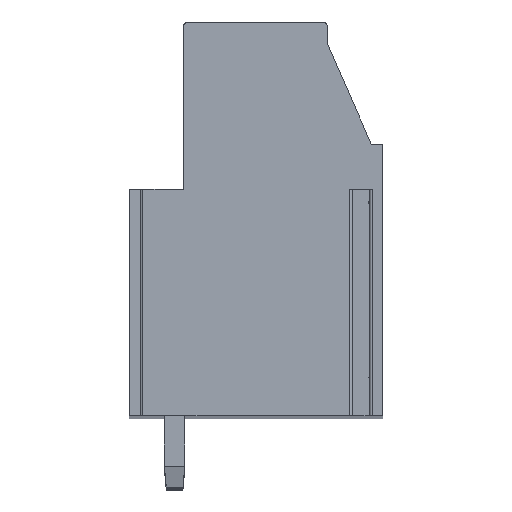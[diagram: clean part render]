
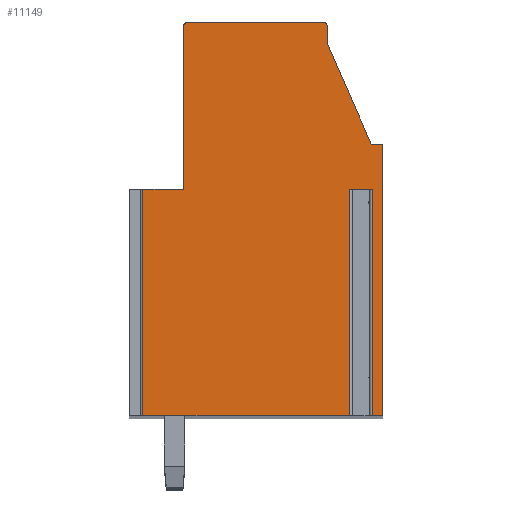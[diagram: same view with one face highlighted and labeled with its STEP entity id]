
A CAD part, top view. The second image highlights one B-rep face of the part: STEP entity #11149.
In plain terms, the highlighted planar face has unit normal (0, 0, 1).
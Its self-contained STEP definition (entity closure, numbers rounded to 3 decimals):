
#147=DIRECTION('',(-1.,0.,0.));
#148=VECTOR('',#147,1.806);
#149=CARTESIAN_POINT('',(-3.2,1.3,2.5));
#150=LINE('',#149,#148);
#1761=DIRECTION('',(1.,0.,0.));
#1762=VECTOR('',#1761,0.989);
#1763=CARTESIAN_POINT('',(4.142,1.3,2.5));
#1764=LINE('',#1763,#1762);
#1765=DIRECTION('',(0.,-1.,0.));
#1766=VECTOR('',#1765,10.);
#1767=CARTESIAN_POINT('',(4.142,1.3,2.5));
#1768=LINE('',#1767,#1766);
#1769=DIRECTION('',(1.,0.,0.));
#1770=VECTOR('',#1769,9.148);
#1771=CARTESIAN_POINT('',(-5.006,-8.7,2.5));
#1772=LINE('',#1771,#1770);
#1773=DIRECTION('',(0.,-1.,0.));
#1774=VECTOR('',#1773,10.);
#1775=CARTESIAN_POINT('',(-5.006,1.3,2.5));
#1776=LINE('',#1775,#1774);
#1777=DIRECTION('',(0.,-1.,0.));
#1778=VECTOR('',#1777,7.2);
#1779=CARTESIAN_POINT('',(-3.2,8.5,2.5));
#1780=LINE('',#1779,#1778);
#1781=CARTESIAN_POINT('',(-3.,8.5,2.5));
#1782=DIRECTION('',(0.,0.,1.));
#1783=DIRECTION('',(0.,1.,0.));
#1784=AXIS2_PLACEMENT_3D('',#1781,#1782,#1783);
#1786=DIRECTION('',(-1.,0.,0.));
#1787=VECTOR('',#1786,5.95);
#1788=CARTESIAN_POINT('',(2.95,8.7,2.5));
#1789=LINE('',#1788,#1787);
#1790=CARTESIAN_POINT('',(2.95,8.5,2.5));
#1791=DIRECTION('',(0.,0.,1.));
#1792=DIRECTION('',(1.,0.,0.));
#1793=AXIS2_PLACEMENT_3D('',#1790,#1791,#1792);
#1795=DIRECTION('',(0.,1.,0.));
#1796=VECTOR('',#1795,0.75);
#1797=CARTESIAN_POINT('',(3.15,7.75,2.5));
#1798=LINE('',#1797,#1796);
#1799=DIRECTION('',(-0.401,0.916,0.));
#1800=VECTOR('',#1799,4.859);
#1801=CARTESIAN_POINT('',(5.1,3.3,2.5));
#1802=LINE('',#1801,#1800);
#1803=DIRECTION('',(-1.,0.,0.));
#1804=VECTOR('',#1803,0.5);
#1805=CARTESIAN_POINT('',(5.6,3.3,2.5));
#1806=LINE('',#1805,#1804);
#1807=DIRECTION('',(0.,1.,0.));
#1808=VECTOR('',#1807,12.);
#1809=CARTESIAN_POINT('',(5.6,-8.7,2.5));
#1810=LINE('',#1809,#1808);
#1811=DIRECTION('',(1.,0.,0.));
#1812=VECTOR('',#1811,0.469);
#1813=CARTESIAN_POINT('',(5.131,-8.7,2.5));
#1814=LINE('',#1813,#1812);
#1815=DIRECTION('',(0.,-1.,0.));
#1816=VECTOR('',#1815,10.);
#1817=CARTESIAN_POINT('',(5.131,1.3,2.5));
#1818=LINE('',#1817,#1816);
#6981=CARTESIAN_POINT('',(5.1,3.3,2.5));
#6982=CARTESIAN_POINT('',(3.15,7.75,2.5));
#6983=VERTEX_POINT('',#6981);
#6984=VERTEX_POINT('',#6982);
#6985=CARTESIAN_POINT('',(3.15,8.5,2.5));
#6986=VERTEX_POINT('',#6985);
#6987=CARTESIAN_POINT('',(2.95,8.7,2.5));
#6988=VERTEX_POINT('',#6987);
#6989=CARTESIAN_POINT('',(-3.,8.7,2.5));
#6990=VERTEX_POINT('',#6989);
#6991=CARTESIAN_POINT('',(-3.2,8.5,2.5));
#6992=VERTEX_POINT('',#6991);
#6993=CARTESIAN_POINT('',(-3.2,1.3,2.5));
#6994=VERTEX_POINT('',#6993);
#6995=CARTESIAN_POINT('',(5.6,-8.7,2.5));
#6996=CARTESIAN_POINT('',(5.6,3.3,2.5));
#6997=VERTEX_POINT('',#6995);
#6998=VERTEX_POINT('',#6996);
#7011=CARTESIAN_POINT('',(4.142,1.3,2.5));
#7012=CARTESIAN_POINT('',(5.131,1.3,2.5));
#7013=VERTEX_POINT('',#7011);
#7014=VERTEX_POINT('',#7012);
#7015=CARTESIAN_POINT('',(-5.006,1.3,2.5));
#7016=CARTESIAN_POINT('',(-5.006,-8.7,2.5));
#7017=VERTEX_POINT('',#7015);
#7018=VERTEX_POINT('',#7016);
#7019=CARTESIAN_POINT('',(5.131,-8.7,2.5));
#7020=VERTEX_POINT('',#7019);
#7021=CARTESIAN_POINT('',(4.142,-8.7,2.5));
#7022=VERTEX_POINT('',#7021);
#11124=CARTESIAN_POINT('',(0.,0.,2.5));
#11125=DIRECTION('',(0.,0.,1.));
#11126=DIRECTION('',(1.,0.,0.));
#11127=AXIS2_PLACEMENT_3D('',#11124,#11125,#11126);
#11128=PLANE('',#11127);
#11130=ORIENTED_EDGE('',*,*,#11129,.F.);
#11132=ORIENTED_EDGE('',*,*,#11131,.T.);
#11133=ORIENTED_EDGE('',*,*,#10768,.F.);
#11134=ORIENTED_EDGE('',*,*,#11116,.F.);
#11135=ORIENTED_EDGE('',*,*,#9099,.F.);
#11136=ORIENTED_EDGE('',*,*,#9328,.F.);
#11137=ORIENTED_EDGE('',*,*,#10390,.F.);
#11138=ORIENTED_EDGE('',*,*,#10404,.F.);
#11139=ORIENTED_EDGE('',*,*,#10514,.F.);
#11140=ORIENTED_EDGE('',*,*,#10528,.F.);
#11141=ORIENTED_EDGE('',*,*,#10542,.F.);
#11142=ORIENTED_EDGE('',*,*,#10556,.F.);
#11143=ORIENTED_EDGE('',*,*,#10570,.F.);
#11144=ORIENTED_EDGE('',*,*,#10784,.F.);
#11146=ORIENTED_EDGE('',*,*,#11145,.F.);
#11147=EDGE_LOOP('',(#11130,#11132,#11133,#11134,#11135,#11136,#11137,#11138,
#11139,#11140,#11141,#11142,#11143,#11144,#11146));
#11148=FACE_OUTER_BOUND('',#11147,.F.);
#1785=CIRCLE('',#1784,0.2);
#1794=CIRCLE('',#1793,0.2);
#9099=EDGE_CURVE('',#6994,#7017,#150,.T.);
#9328=EDGE_CURVE('',#6992,#6994,#1780,.T.);
#10390=EDGE_CURVE('',#6990,#6992,#1785,.T.);
#10404=EDGE_CURVE('',#6988,#6990,#1789,.T.);
#10514=EDGE_CURVE('',#6986,#6988,#1794,.T.);
#10528=EDGE_CURVE('',#6984,#6986,#1798,.T.);
#10542=EDGE_CURVE('',#6983,#6984,#1802,.T.);
#10556=EDGE_CURVE('',#6998,#6983,#1806,.T.);
#10570=EDGE_CURVE('',#6997,#6998,#1810,.T.);
#10768=EDGE_CURVE('',#7018,#7022,#1772,.T.);
#10784=EDGE_CURVE('',#7020,#6997,#1814,.T.);
#11116=EDGE_CURVE('',#7017,#7018,#1776,.T.);
#11129=EDGE_CURVE('',#7013,#7014,#1764,.T.);
#11131=EDGE_CURVE('',#7013,#7022,#1768,.T.);
#11145=EDGE_CURVE('',#7014,#7020,#1818,.T.);
#11149=ADVANCED_FACE('',(#11148),#11128,.T.);
